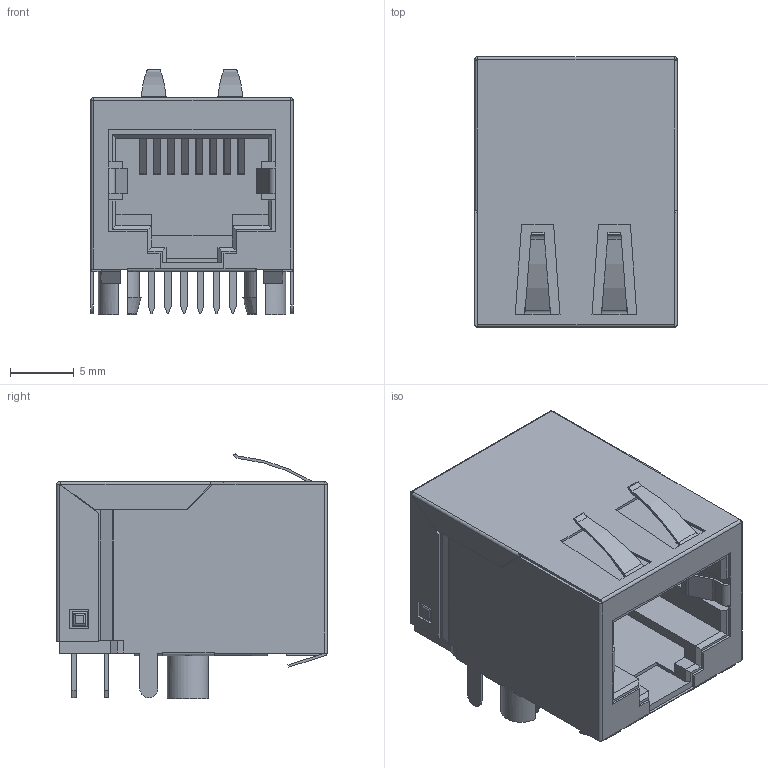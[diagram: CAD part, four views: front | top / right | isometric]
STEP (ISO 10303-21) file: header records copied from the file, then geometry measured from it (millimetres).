
FILE_DESCRIPTION(/* description */ ('Unknown'),/* implementation_level */ '2;1');
FILE_NAME(/* name */ 'J_Wurth_WR-MJ_615008145521',/* time_stamp */ '2025-06-26T14:51:38+08:00',/* author */ ('Unknown'),/* organization */ ('Unknown'),/* preprocessor_version */ 'ST-DEVELOPER v19.4',/* originating_system */ 'Solid Edge',/* authorisation */ 'Unknown');
FILE_SCHEMA (('AUTOMOTIVE_DESIGN {1 0 10303 214 3 1 1}'));
Length unit declared in the file: millimetre
Products named in the file (2): J_Wurth_WR-MJ_615008145521
Assembly tree (1 placements, depth 2):
  J_Wurth_WR-MJ_615008145521
    J_Wurth_WR-MJ_615008145521
Bounding box: 15.8 x 21.14 x 19.15 mm (x, y, z)
Volume: 2665.8 mm3; surface area: 5196.5 mm2
Topology: 1 solids, 11 shells, 882 faces, 2515 edges, 1634 vertices
Faces by surface type: plane 750, cylinder 88, bspline 40, torus 2, cone 2
Full cylindrical faces by diameter (mm): 1.2 x8
Entity records: 35141 total; most frequent: CARTESIAN_POINT 5994, ORIENTED_EDGE 5014, DIRECTION 4323, EDGE_CURVE 2507, LINE 2287, VECTOR 2287, VERTEX_POINT 1634, AXIS2_PLACEMENT_3D 1018
